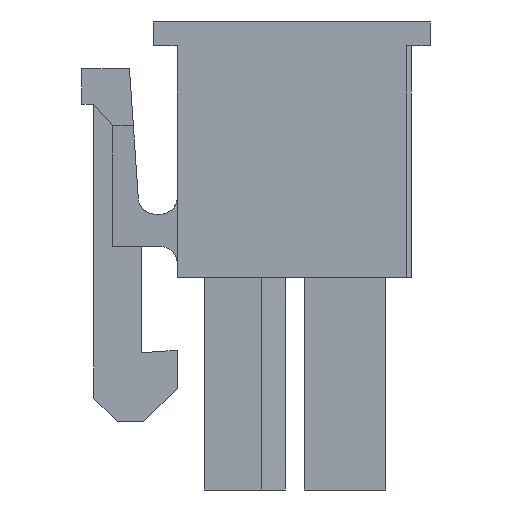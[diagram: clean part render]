
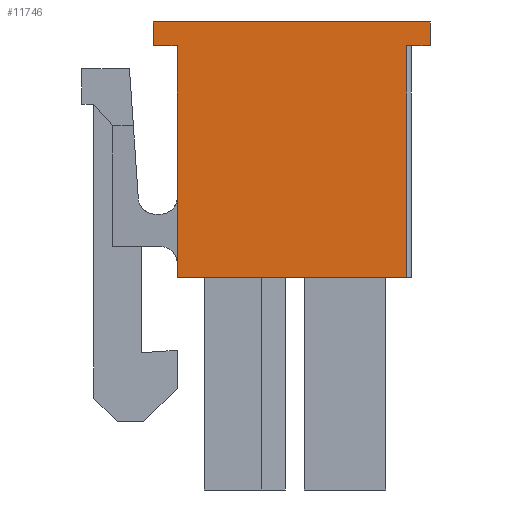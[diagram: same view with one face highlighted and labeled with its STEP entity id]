
A CAD part, left-side view. The second image highlights one B-rep face of the part: STEP entity #11746.
In plain terms, the highlighted planar face has unit normal (-1, 0, 0).
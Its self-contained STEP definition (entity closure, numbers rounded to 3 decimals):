
#1039=ORIENTED_EDGE('',*,*,#3470,.T.);
#1040=ORIENTED_EDGE('',*,*,#4353,.F.);
#1041=ORIENTED_EDGE('',*,*,#4354,.F.);
#1042=ORIENTED_EDGE('',*,*,#3596,.T.);
#1043=ORIENTED_EDGE('',*,*,#4355,.F.);
#1044=ORIENTED_EDGE('',*,*,#4356,.T.);
#1045=ORIENTED_EDGE('',*,*,#3510,.T.);
#1046=ORIENTED_EDGE('',*,*,#4341,.T.);
#3470=EDGE_CURVE('',#5172,#5174,#6242,.T.);
#3510=EDGE_CURVE('',#5208,#5214,#6282,.T.);
#3596=EDGE_CURVE('',#5292,#5293,#6368,.T.);
#4341=EDGE_CURVE('',#5214,#5172,#7103,.T.);
#4353=EDGE_CURVE('',#5944,#5174,#7109,.T.);
#4354=EDGE_CURVE('',#5292,#5944,#7110,.T.);
#4355=EDGE_CURVE('',#5945,#5293,#7111,.T.);
#4356=EDGE_CURVE('',#5945,#5208,#7112,.T.);
#5172=VERTEX_POINT('',#15964);
#5174=VERTEX_POINT('',#15968);
#5208=VERTEX_POINT('',#16043);
#5214=VERTEX_POINT('',#16055);
#5292=VERTEX_POINT('',#16233);
#5293=VERTEX_POINT('',#16234);
#5944=VERTEX_POINT('',#17772);
#5945=VERTEX_POINT('',#17775);
#6242=LINE('',#15969,#7922);
#6282=LINE('',#16056,#7962);
#6368=LINE('',#16232,#8048);
#7103=LINE('',#17755,#8783);
#7109=LINE('',#17771,#8789);
#7110=LINE('',#17773,#8790);
#7111=LINE('',#17774,#8791);
#7112=LINE('',#17776,#8792);
#7922=VECTOR('',#12939,1000.);
#7962=VECTOR('',#12993,1000.);
#8048=VECTOR('',#13105,1000.);
#8783=VECTOR('',#14116,1000.);
#8789=VECTOR('',#14138,1000.);
#8790=VECTOR('',#14139,1000.);
#8791=VECTOR('',#14140,1000.);
#8792=VECTOR('',#14141,1000.);
#9781=EDGE_LOOP('',(#1039,#1040,#1041,#1042,#1043,#1044,#1045,#1046));
#10461=FACE_BOUND('',#9781,.T.);
#11105=PLANE('',#12425);
#11746=ADVANCED_FACE('',(#10461),#11105,.T.);
#12425=AXIS2_PLACEMENT_3D('',#17770,#14136,#14137);
#12939=DIRECTION('',(0.,0.,1.));
#12993=DIRECTION('',(0.,0.,-1.));
#13105=DIRECTION('',(0.,1.,0.));
#14116=DIRECTION('',(0.,-1.,0.));
#14136=DIRECTION('',(-1.,0.,0.));
#14137=DIRECTION('',(0.,0.,1.));
#14138=DIRECTION('',(0.,1.,0.));
#14139=DIRECTION('',(0.,0.,-1.));
#14140=DIRECTION('',(0.,0.,1.));
#14141=DIRECTION('',(0.,-1.,0.));
#15964=CARTESIAN_POINT('',(-11.1,-4.8,-5.35));
#15968=CARTESIAN_POINT('',(-11.1,-4.8,4.35));
#15969=CARTESIAN_POINT('',(-11.1,-4.8,-5.35));
#16043=CARTESIAN_POINT('',(-11.1,4.8,4.35));
#16055=CARTESIAN_POINT('',(-11.1,4.8,-5.35));
#16056=CARTESIAN_POINT('',(-11.1,4.8,5.35));
#16232=CARTESIAN_POINT('',(-11.1,-4.8,5.35));
#16233=CARTESIAN_POINT('',(-11.1,-5.8,5.35));
#16234=CARTESIAN_POINT('',(-11.1,5.8,5.35));
#17755=CARTESIAN_POINT('',(-11.1,4.8,-5.35));
#17770=CARTESIAN_POINT('',(-11.1,0.,0.));
#17771=CARTESIAN_POINT('',(-11.1,-5.8,4.35));
#17772=CARTESIAN_POINT('',(-11.1,-5.8,4.35));
#17773=CARTESIAN_POINT('',(-11.1,-5.8,5.35));
#17774=CARTESIAN_POINT('',(-11.1,5.8,4.35));
#17775=CARTESIAN_POINT('',(-11.1,5.8,4.35));
#17776=CARTESIAN_POINT('',(-11.1,5.8,4.35));
